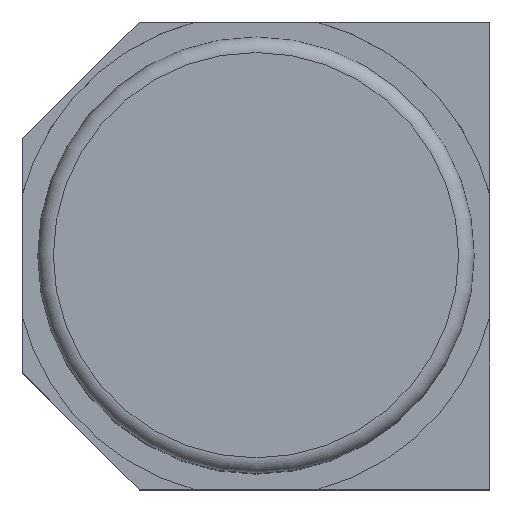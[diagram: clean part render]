
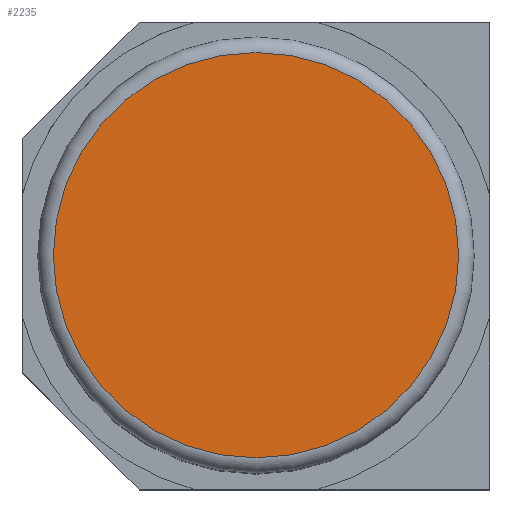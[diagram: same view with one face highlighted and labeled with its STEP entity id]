
A CAD part, top view. The second image highlights one B-rep face of the part: STEP entity #2235.
In plain terms, the highlighted planar face has unit normal (0, 0, 1).
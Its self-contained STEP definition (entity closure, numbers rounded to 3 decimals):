
#2084 = TOROIDAL_SURFACE('',#2085,1.95,0.15);
#2085 = AXIS2_PLACEMENT_3D('',#2086,#2087,#2088);
#2086 = CARTESIAN_POINT('',(0.,0.,5.35));
#2087 = DIRECTION('',(0.,0.,1.));
#2088 = DIRECTION('',(1.,0.,-0.));
#2182 = VERTEX_POINT('',#2183);
#2183 = CARTESIAN_POINT('',(1.95,0.,5.5));
#2205 = EDGE_CURVE('',#2182,#2182,#2206,.T.);
#2206 = SURFACE_CURVE('',#2207,(#2212,#2219),.PCURVE_S1.);
#2207 = CIRCLE('',#2208,1.95);
#2208 = AXIS2_PLACEMENT_3D('',#2209,#2210,#2211);
#2209 = CARTESIAN_POINT('',(0.,0.,5.5));
#2210 = DIRECTION('',(0.,0.,1.));
#2211 = DIRECTION('',(1.,0.,-0.));
#2212 = PCURVE('',#2084,#2213);
#2213 = DEFINITIONAL_REPRESENTATION('',(#2214),#2218);
#2214 = LINE('',#2215,#2216);
#2215 = CARTESIAN_POINT('',(0.,1.571));
#2216 = VECTOR('',#2217,1.);
#2217 = DIRECTION('',(1.,0.));
#2218 = ( GEOMETRIC_REPRESENTATION_CONTEXT(2) 
PARAMETRIC_REPRESENTATION_CONTEXT() REPRESENTATION_CONTEXT('2D SPACE',''
  ) );
#2219 = PCURVE('',#2220,#2225);
#2220 = PLANE('',#2221);
#2221 = AXIS2_PLACEMENT_3D('',#2222,#2223,#2224);
#2222 = CARTESIAN_POINT('',(0.,0.,5.5));
#2223 = DIRECTION('',(0.,0.,1.));
#2224 = DIRECTION('',(1.,0.,0.));
#2225 = DEFINITIONAL_REPRESENTATION('',(#2226),#2230);
#2226 = CIRCLE('',#2227,1.95);
#2227 = AXIS2_PLACEMENT_2D('',#2228,#2229);
#2228 = CARTESIAN_POINT('',(0.,0.));
#2229 = DIRECTION('',(1.,0.));
#2230 = ( GEOMETRIC_REPRESENTATION_CONTEXT(2) 
PARAMETRIC_REPRESENTATION_CONTEXT() REPRESENTATION_CONTEXT('2D SPACE',''
  ) );
#2235 = ADVANCED_FACE('',(#2236),#2220,.T.);
#2236 = FACE_BOUND('',#2237,.T.);
#2237 = EDGE_LOOP('',(#2238));
#2238 = ORIENTED_EDGE('',*,*,#2205,.T.);
